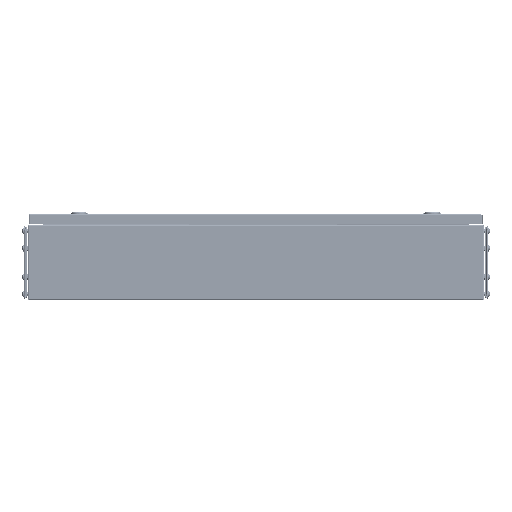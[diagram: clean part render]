
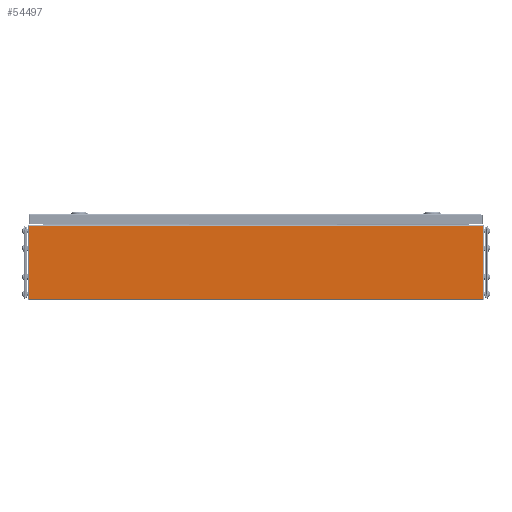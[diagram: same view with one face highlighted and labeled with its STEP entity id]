
A CAD part, left-side view. The second image highlights one B-rep face of the part: STEP entity #54497.
In plain terms, the highlighted planar face has unit normal (-1, 0, 0).
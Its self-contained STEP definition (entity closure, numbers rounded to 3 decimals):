
#1082 = VERTEX_POINT ( 'NONE', #26427 ) ;
#7357 = CARTESIAN_POINT ( 'NONE',  ( -250., 395.5, 0. ) ) ;
#7440 = AXIS2_PLACEMENT_3D ( 'NONE', #29419, #22122, #43690 ) ;
#9230 = VECTOR ( 'NONE', #75762, 1000. ) ;
#10288 = CARTESIAN_POINT ( 'NONE',  ( -250., -395.5, 127.5 ) ) ;
#15537 = ORIENTED_EDGE ( 'NONE', *, *, #77125, .T. ) ;
#17081 = EDGE_CURVE ( 'NONE', #72801, #1082, #25536, .T. ) ;
#18591 = CARTESIAN_POINT ( 'NONE',  ( -250., -395.5, 127.5 ) ) ;
#19163 = VECTOR ( 'NONE', #59729, 1000. ) ;
#22122 = DIRECTION ( 'NONE',  ( 1., 0., 0. ) ) ;
#22782 = VECTOR ( 'NONE', #36694, 1000. ) ;
#25536 = LINE ( 'NONE', #7357, #19163 ) ;
#26427 = CARTESIAN_POINT ( 'NONE',  ( -250., 395.5, 1. ) ) ;
#27601 = ORIENTED_EDGE ( 'NONE', *, *, #60537, .F. ) ;
#28111 = LINE ( 'NONE', #33750, #70255 ) ;
#29419 = CARTESIAN_POINT ( 'NONE',  ( -250., 0., 0. ) ) ;
#29655 = VERTEX_POINT ( 'NONE', #18591 ) ;
#29796 = VERTEX_POINT ( 'NONE', #79603 ) ;
#33750 = CARTESIAN_POINT ( 'NONE',  ( -250., -395.5, 0. ) ) ;
#36694 = DIRECTION ( 'NONE',  ( 0., 1., 0. ) ) ;
#39765 = CARTESIAN_POINT ( 'NONE',  ( -250., 395.5, 127.5 ) ) ;
#40080 = EDGE_LOOP ( 'NONE', ( #15537, #83305, #27601, #69673 ) ) ;
#43690 = DIRECTION ( 'NONE',  ( 0., 0., -1. ) ) ;
#47609 = DIRECTION ( 'NONE',  ( 0., 0., 1. ) ) ;
#54497 = ADVANCED_FACE ( 'NONE', ( #55420 ), #54998, .F. ) ;
#54998 = PLANE ( 'NONE',  #7440 ) ;
#55420 = FACE_OUTER_BOUND ( 'NONE', #40080, .T. ) ;
#59729 = DIRECTION ( 'NONE',  ( 0., 0., -1. ) ) ;
#60537 = EDGE_CURVE ( 'NONE', #29796, #1082, #77030, .T. ) ;
#64026 = CARTESIAN_POINT ( 'NONE',  ( -250., 395.5, 1. ) ) ;
#68728 = LINE ( 'NONE', #10288, #22782 ) ;
#69673 = ORIENTED_EDGE ( 'NONE', *, *, #70351, .T. ) ;
#70255 = VECTOR ( 'NONE', #47609, 1000. ) ;
#70351 = EDGE_CURVE ( 'NONE', #29796, #29655, #28111, .T. ) ;
#72801 = VERTEX_POINT ( 'NONE', #39765 ) ;
#75762 = DIRECTION ( 'NONE',  ( 0., 1., 0. ) ) ;
#77030 = LINE ( 'NONE', #64026, #9230 ) ;
#77125 = EDGE_CURVE ( 'NONE', #29655, #72801, #68728, .T. ) ;
#79603 = CARTESIAN_POINT ( 'NONE',  ( -250., -395.5, 1. ) ) ;
#83305 = ORIENTED_EDGE ( 'NONE', *, *, #17081, .T. ) ;
